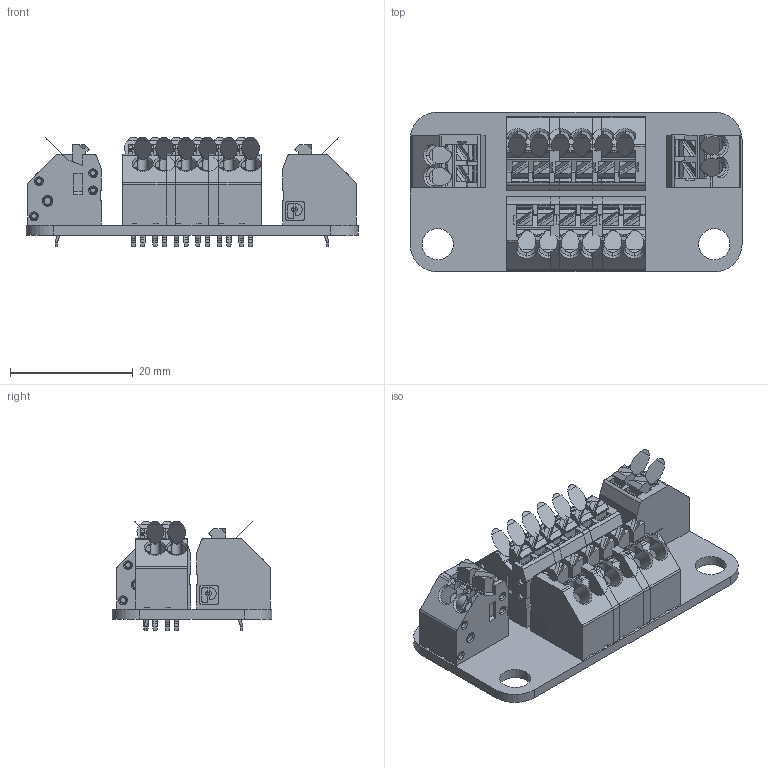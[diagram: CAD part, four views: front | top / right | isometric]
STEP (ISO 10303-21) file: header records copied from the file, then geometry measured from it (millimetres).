
FILE_DESCRIPTION(('KiCad electronic assembly'),'2;1');
FILE_NAME('CANJunction_6x.step','2022-01-14T14:27:54',('An Author'),( 'A Company'),'Open CASCADE STEP processor 7.5', 'KiCad to STEP converter','Unknown');
FILE_SCHEMA(('AUTOMOTIVE_DESIGN { 1 0 10303 214 1 1 1 1 }'));
Length unit declared in the file: millimetre
Products named in the file (4): Open CASCADE STEP translator 7.5 1; pxc_1984963_04_PTSA-1-5-2-3-5-F_3D; COMPOUND
Assembly tree (10 placements, depth 3):
  Open CASCADE STEP translator 7.5 1
    pxc_1984963_04_PTSA-1-5-2-3-5-F_3D  x8
      COMPOUND
    COMPOUND
Bounding box: 54 x 26 x 17.77 mm (x, y, z)
Volume: 2085.8 mm3; surface area: 10156.8 mm2
Topology: 1 solids, 9 shells, 2324 faces, 6334 edges, 4068 vertices
Faces by surface type: plane 1254, cylinder 766, cone 304
Full cylindrical faces by diameter (mm): 1.3 x32, 5.08 x2
Entity records: 26049 total; most frequent: CARTESIAN_POINT 7711, DIRECTION 3541, LINE 2002, VECTOR 2002, ORIENTED_EDGE 1780, PCURVE 1780, DEFINITIONAL_REPRESENTATION 1780, EDGE_CURVE 890
